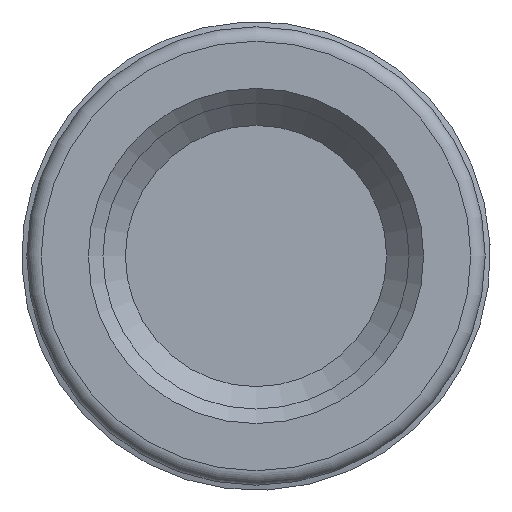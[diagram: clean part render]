
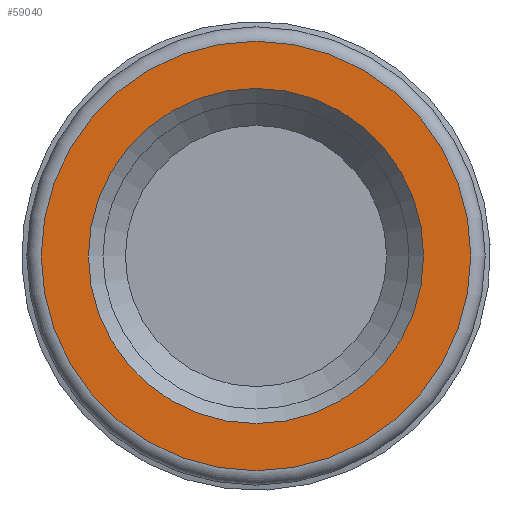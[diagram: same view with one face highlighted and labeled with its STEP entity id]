
A CAD part, left-side view. The second image highlights one B-rep face of the part: STEP entity #59040.
In plain terms, the highlighted planar face has unit normal (-1, 0, 0).
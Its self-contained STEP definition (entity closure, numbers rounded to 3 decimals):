
#59006=CARTESIAN_POINT('',(0.,-7.4,0.0));
#59007=VERTEX_POINT('',#59006);
#59008=CARTESIAN_POINT('',(0.0,0.0,0.0));
#59009=DIRECTION('',(-1.0,0.0,0.0));
#59010=DIRECTION('',(0.0,-1.0,0.0));
#59011=AXIS2_PLACEMENT_3D('',#59008,#59009,#59010);
#59012=CIRCLE('',#59011,7.4);
#59013=EDGE_CURVE('',#59007,#59007,#59012,.T.);
#59021=CARTESIAN_POINT('',(0.,-6.588,0.0));
#59022=DIRECTION('',(-1.0,0.0,0.0));
#59023=DIRECTION('',(0.0,0.0,1.0));
#59024=AXIS2_PLACEMENT_3D('',#59021,#59022,#59023);
#59025=PLANE('',#59024);
#59026=ORIENTED_EDGE('',*,*,#59013,.T.);
#59027=EDGE_LOOP('',(#59026));
#59028=FACE_OUTER_BOUND('',#59027,.T.);
#59029=CARTESIAN_POINT('',(0.,-5.775,0.0));
#59030=VERTEX_POINT('',#59029);
#59031=CARTESIAN_POINT('',(0.0,0.0,0.0));
#59032=DIRECTION('',(-1.0,0.0,0.0));
#59033=DIRECTION('',(0.0,-1.0,0.0));
#59034=AXIS2_PLACEMENT_3D('',#59031,#59032,#59033);
#59035=CIRCLE('',#59034,5.775);
#59036=EDGE_CURVE('',#59030,#59030,#59035,.T.);
#59037=ORIENTED_EDGE('',*,*,#59036,.F.);
#59038=EDGE_LOOP('',(#59037));
#59039=FACE_BOUND('',#59038,.T.);
#59040=ADVANCED_FACE('',(#59028,#59039),#59025,.T.);
